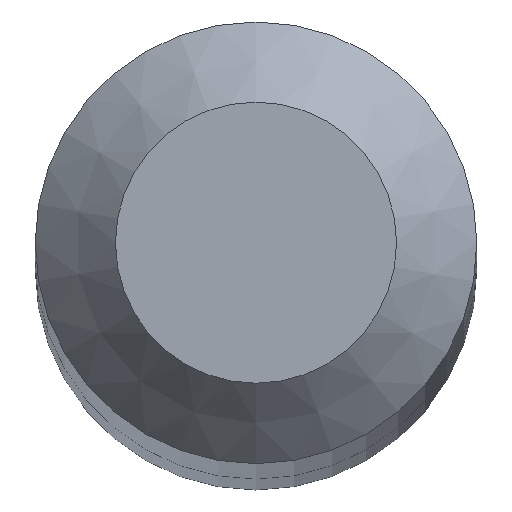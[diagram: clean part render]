
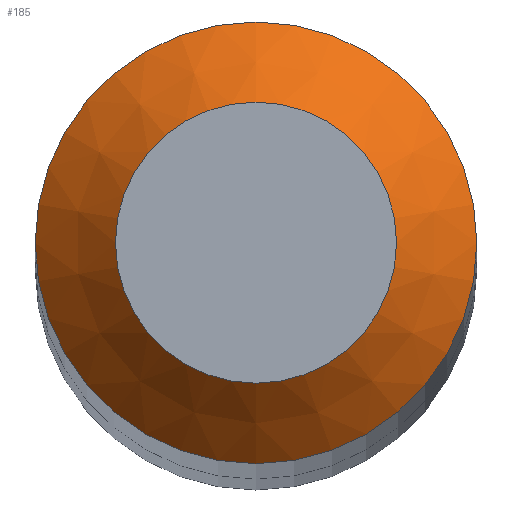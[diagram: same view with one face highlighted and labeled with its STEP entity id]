
A CAD part, top view. The second image highlights one B-rep face of the part: STEP entity #185.
In plain terms, the highlighted conical face has half-angle 45 degrees and reference radius 0.35 mm.
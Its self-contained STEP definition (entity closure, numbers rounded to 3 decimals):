
#9 = EDGE_LOOP ( 'NONE', ( #21 ) ) ;
#11 = DIRECTION ( 'NONE',  ( 0., 1., 0. ) ) ;
#14 = CARTESIAN_POINT ( 'NONE',  ( 0., 0., 37.8 ) ) ;
#21 = ORIENTED_EDGE ( 'NONE', *, *, #26, .T. ) ;
#26 = EDGE_CURVE ( 'NONE', #188, #188, #141, .T. ) ;
#31 = CIRCLE ( 'NONE', #56, 0.55 ) ;
#41 = ORIENTED_EDGE ( 'NONE', *, *, #142, .F. ) ;
#44 = CARTESIAN_POINT ( 'NONE',  ( 0., 0., 38. ) ) ;
#55 = EDGE_LOOP ( 'NONE', ( #41 ) ) ;
#56 = AXIS2_PLACEMENT_3D ( 'NONE', #14, #180, #11 ) ;
#63 = CARTESIAN_POINT ( 'NONE',  ( 0., 0.35, 38. ) ) ;
#79 = FACE_BOUND ( 'NONE', #9, .T. ) ;
#86 = CARTESIAN_POINT ( 'NONE',  ( 0., 0., 38. ) ) ;
#120 = DIRECTION ( 'NONE',  ( 0., 0., -1. ) ) ;
#124 = FACE_OUTER_BOUND ( 'NONE', #55, .T. ) ;
#127 = AXIS2_PLACEMENT_3D ( 'NONE', #44, #120, #156 ) ;
#135 = CONICAL_SURFACE ( 'NONE', #127, 0.35, 0.785 ) ;
#141 = CIRCLE ( 'NONE', #161, 0.35 ) ;
#142 = EDGE_CURVE ( 'NONE', #154, #154, #31, .T. ) ;
#148 = DIRECTION ( 'NONE',  ( 0., 0., -1. ) ) ;
#154 = VERTEX_POINT ( 'NONE', #190 ) ;
#156 = DIRECTION ( 'NONE',  ( 0., 1., 0. ) ) ;
#161 = AXIS2_PLACEMENT_3D ( 'NONE', #86, #148, #164 ) ;
#164 = DIRECTION ( 'NONE',  ( 0., 1., 0. ) ) ;
#180 = DIRECTION ( 'NONE',  ( 0., 0., -1. ) ) ;
#185 = ADVANCED_FACE ( 'NONE', ( #124, #79 ), #135, .T. ) ;
#188 = VERTEX_POINT ( 'NONE', #63 ) ;
#190 = CARTESIAN_POINT ( 'NONE',  ( 0., 0.55, 37.8 ) ) ;
